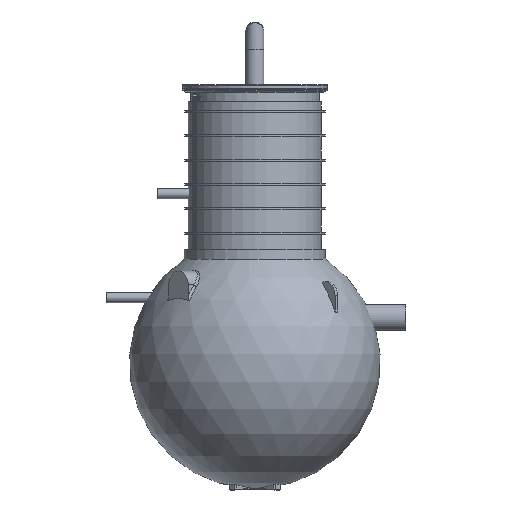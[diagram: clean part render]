
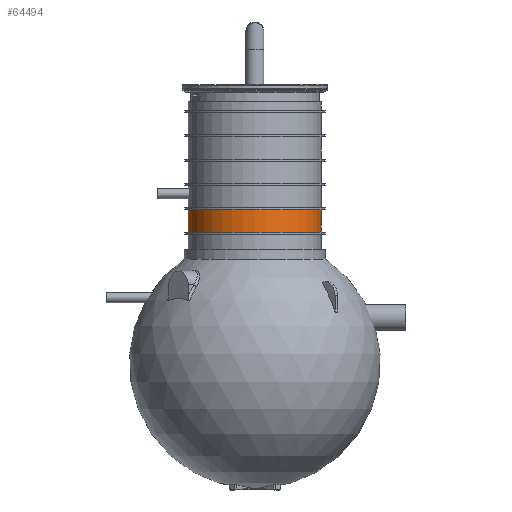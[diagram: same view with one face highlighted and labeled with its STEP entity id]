
A CAD part, front view. The second image highlights one B-rep face of the part: STEP entity #64494.
In plain terms, the highlighted cylindrical face has radius 410.5 mm (diameter 821 mm), a full revolution.
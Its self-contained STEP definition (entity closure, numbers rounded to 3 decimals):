
#1242=CYLINDRICAL_SURFACE('',#72505,410.5);
#20389=ORIENTED_EDGE('',*,*,#35645,.T.);
#20390=ORIENTED_EDGE('',*,*,#35646,.T.);
#35645=EDGE_CURVE('',#43816,#43816,#49214,.F.);
#35646=EDGE_CURVE('',#43817,#43817,#49215,.F.);
#43816=VERTEX_POINT('',#102569);
#43817=VERTEX_POINT('',#102571);
#49214=CIRCLE('',#72506,410.5);
#49215=CIRCLE('',#72507,410.5);
#51501=EDGE_LOOP('',(#20389));
#51502=EDGE_LOOP('',(#20390));
#56870=FACE_BOUND('',#51501,.T.);
#56871=FACE_BOUND('',#51502,.T.);
#64494=ADVANCED_FACE('',(#56870,#56871),#1242,.T.);
#72505=AXIS2_PLACEMENT_3D('',#102567,#81498,#81499);
#72506=AXIS2_PLACEMENT_3D('',#102568,#81500,#81501);
#72507=AXIS2_PLACEMENT_3D('',#102570,#81502,#81503);
#81498=DIRECTION('',(0.,1.,0.));
#81499=DIRECTION('',(0.,0.,1.));
#81500=DIRECTION('',(0.,-1.,0.));
#81501=DIRECTION('',(1.,0.,0.));
#81502=DIRECTION('',(0.,1.,0.));
#81503=DIRECTION('',(-1.,0.,0.));
#102567=CARTESIAN_POINT('',(0.,-1000.,0.));
#102568=CARTESIAN_POINT('',(0.,456.,0.));
#102569=CARTESIAN_POINT('',(410.5,456.,0.));
#102570=CARTESIAN_POINT('',(0.,594.,0.));
#102571=CARTESIAN_POINT('',(-410.5,594.,0.));
